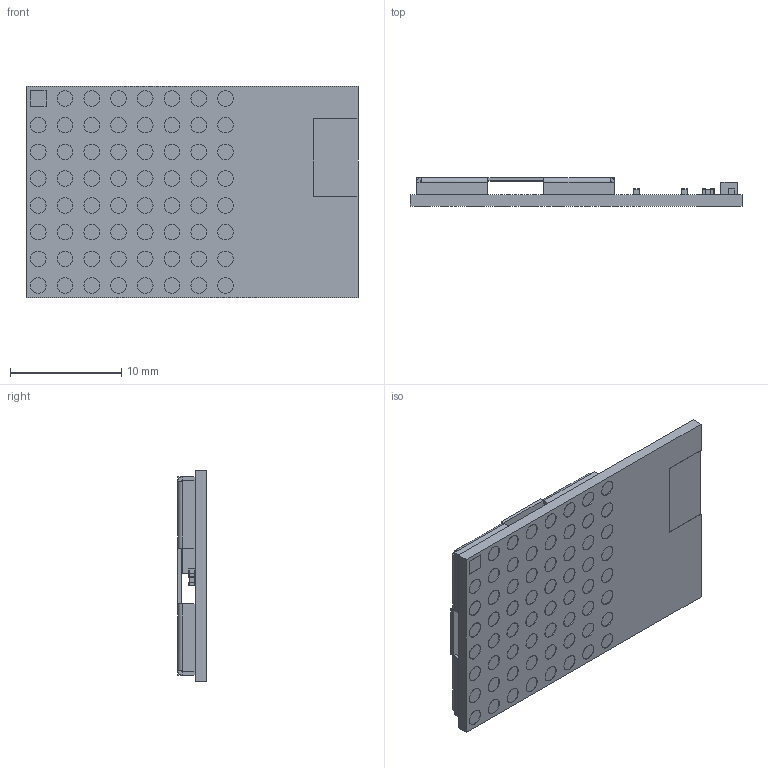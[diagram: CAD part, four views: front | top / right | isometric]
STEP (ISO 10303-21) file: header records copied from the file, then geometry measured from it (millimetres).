
FILE_DESCRIPTION (( 'STEP AP203' ), '1' );
FILE_NAME ('PAN4580_3.STEP', '2018-02-02T08:22:27', ( 'Pideu' ), ( 'Pideu' ), 'SwSTEP 2.0', 'SolidWorks 2007', '' );
FILE_SCHEMA (( 'CONFIG_CONTROL_DESIGN' ));
Length unit declared in the file: millimetre
Products named in the file (4): PAN4580_3; PAN4580_1_Standard; PAN1555_V3.0; C0402_kemet_Standard
Assembly tree (6 placements, depth 2):
  PAN4580_3
    C0402_kemet_Standard  x4
    PAN4580_1_Standard
    PAN1555_V3.0
Bounding box: 29.8 x 2.55 x 19 mm (x, y, z)
Volume: 677.1 mm3; surface area: 2042.6 mm2
Topology: 18 solids, 18 shells, 767 faces, 1806 edges, 1076 vertices
Faces by surface type: plane 441, cylinder 262, bspline 64
Entity records: 12231 total; most frequent: CARTESIAN_POINT 2298, DIRECTION 2067, ORIENTED_EDGE 1846, EDGE_CURVE 923, AXIS2_PLACEMENT_3D 749, VERTEX_POINT 584, LINE 569, VECTOR 569
